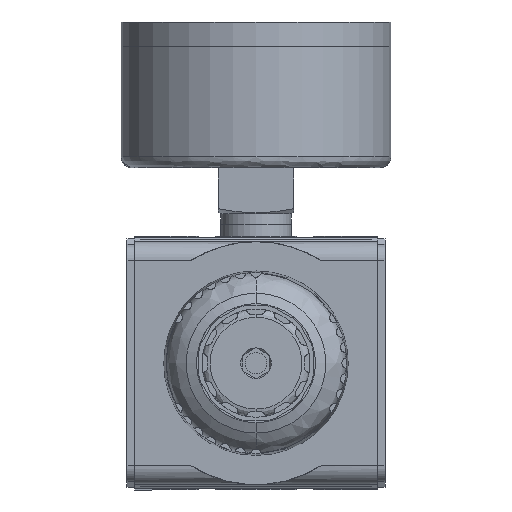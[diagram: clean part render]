
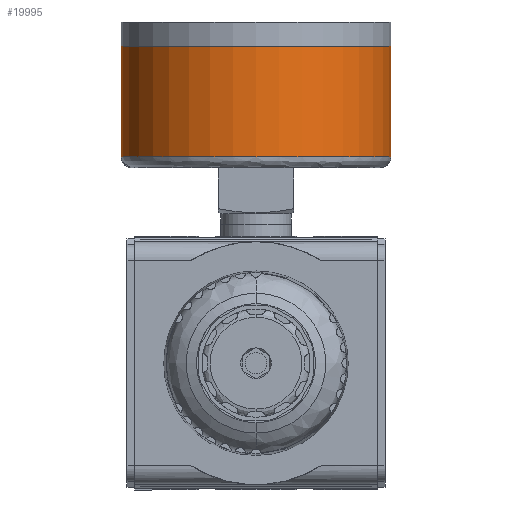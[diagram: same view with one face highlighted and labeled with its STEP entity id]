
A CAD part, front view. The second image highlights one B-rep face of the part: STEP entity #19995.
In plain terms, the highlighted cylindrical face has radius 25 mm (diameter 50 mm), a partial arc.
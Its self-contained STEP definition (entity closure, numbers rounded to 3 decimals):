
#72 = EDGE_LOOP ( 'NONE', ( #23013, #4352, #14714, #6155 ) ) ;
#192 = EDGE_CURVE ( 'NONE', #22536, #2333, #10338, .T. ) ;
#742 = EDGE_CURVE ( 'NONE', #19855, #2333, #13403, .T. ) ;
#2333 = VERTEX_POINT ( 'NONE', #15858 ) ;
#4352 = ORIENTED_EDGE ( 'NONE', *, *, #15595, .T. ) ;
#5920 = VECTOR ( 'NONE', #24304, 1000. ) ;
#6155 = ORIENTED_EDGE ( 'NONE', *, *, #192, .T. ) ;
#8023 = VECTOR ( 'NONE', #25560, 1000. ) ;
#9018 = CARTESIAN_POINT ( 'NONE',  ( 0., 26., 58.68 ) ) ;
#9936 = AXIS2_PLACEMENT_3D ( 'NONE', #26050, #12100, #20208 ) ;
#10338 = CIRCLE ( 'NONE', #16620, 25. ) ;
#10980 = EDGE_CURVE ( 'NONE', #24395, #22536, #11899, .T. ) ;
#11793 = DIRECTION ( 'NONE',  ( 0., 0., 1. ) ) ;
#11899 = LINE ( 'NONE', #17118, #5920 ) ;
#12100 = DIRECTION ( 'NONE',  ( 0., 0., 1. ) ) ;
#13403 = LINE ( 'NONE', #13931, #8023 ) ;
#13931 = CARTESIAN_POINT ( 'NONE',  ( -25., 26., 36.2 ) ) ;
#14714 = ORIENTED_EDGE ( 'NONE', *, *, #10980, .T. ) ;
#15595 = EDGE_CURVE ( 'NONE', #19855, #24395, #24140, .T. ) ;
#15858 = CARTESIAN_POINT ( 'NONE',  ( -25., 26., 58.68 ) ) ;
#16620 = AXIS2_PLACEMENT_3D ( 'NONE', #9018, #19419, #25167 ) ;
#16806 = CARTESIAN_POINT ( 'NONE',  ( 25., 26., 58.68 ) ) ;
#17118 = CARTESIAN_POINT ( 'NONE',  ( 25., 26., 36.2 ) ) ;
#19412 = AXIS2_PLACEMENT_3D ( 'NONE', #21929, #11793, #21327 ) ;
#19419 = DIRECTION ( 'NONE',  ( 0., 0., -1. ) ) ;
#19781 = CARTESIAN_POINT ( 'NONE',  ( -25., 26., 38.2 ) ) ;
#19855 = VERTEX_POINT ( 'NONE', #19781 ) ;
#19995 = ADVANCED_FACE ( 'NONE', ( #22570 ), #22909, .T. ) ;
#20208 = DIRECTION ( 'NONE',  ( 1., 0., 0. ) ) ;
#20621 = CARTESIAN_POINT ( 'NONE',  ( 25., 26., 38.2 ) ) ;
#21327 = DIRECTION ( 'NONE',  ( 1., 0., 0. ) ) ;
#21929 = CARTESIAN_POINT ( 'NONE',  ( 0., 26., 38.2 ) ) ;
#22536 = VERTEX_POINT ( 'NONE', #16806 ) ;
#22570 = FACE_OUTER_BOUND ( 'NONE', #72, .T. ) ;
#22909 = CYLINDRICAL_SURFACE ( 'NONE', #9936, 25. ) ;
#23013 = ORIENTED_EDGE ( 'NONE', *, *, #742, .F. ) ;
#24140 = CIRCLE ( 'NONE', #19412, 25. ) ;
#24304 = DIRECTION ( 'NONE',  ( 0., 0., 1. ) ) ;
#24395 = VERTEX_POINT ( 'NONE', #20621 ) ;
#25167 = DIRECTION ( 'NONE',  ( 1., 0., 0. ) ) ;
#25560 = DIRECTION ( 'NONE',  ( 0., 0., 1. ) ) ;
#26050 = CARTESIAN_POINT ( 'NONE',  ( 0., 26., 36.2 ) ) ;
